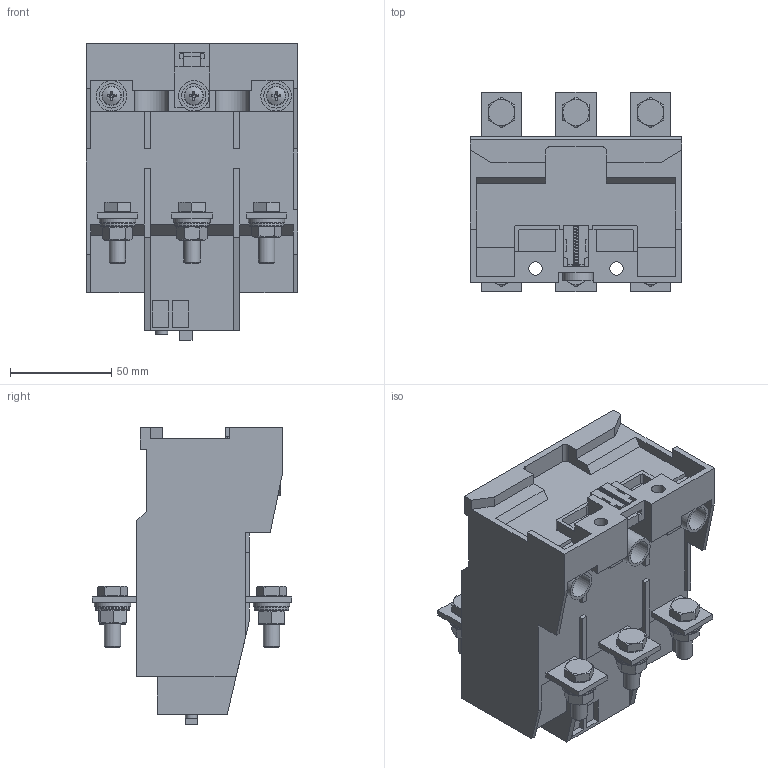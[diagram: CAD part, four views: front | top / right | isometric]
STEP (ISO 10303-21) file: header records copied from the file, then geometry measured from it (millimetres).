
FILE_DESCRIPTION (( 'STEP AP203' ), '1' );
FILE_NAME ('DRT50-0055-0080 Ðåëå ÐÒÈ-5369 ýëåêòðîòåïëîâîå 55-80À ÈÝÊ.STEP', '2017-12-25T11:57:07', ( '' ), ( '' ), 'SwSTEP 2.0', 'SolidWorks 2014', '' );
FILE_SCHEMA (( 'CONFIG_CONTROL_DESIGN' ));
Length unit declared in the file: millimetre
Products named in the file (1): DRT50-0055-0080 Ðåëå ÐÒÈ-5369 ýëåêòðîòåïëîâîå 55-80À ÈÝÊ
Bounding box: 104.2 x 98.5 x 146.5 mm (x, y, z)
Volume: 692678.6 mm3; surface area: 89272.7 mm2
Topology: 1 solids, 1 shells, 907 faces, 2373 edges, 1536 vertices
Faces by surface type: plane 630, bspline 125, cylinder 83, cone 69
Full cylindrical faces by diameter (mm): 3.824 x1, 4.5 x4, 4.824 x1, 5.8 x4, 6 x1, 6.7 x2, 8 x12, 9 x6, 9.3 x6, 9.5 x3, 12 x3, 12.5 x1, 13 x6, 15 x3, 18 x6
Entity records: 55071 total; most frequent: CARTESIAN_POINT 34573, ORIENTED_EDGE 4440, DIRECTION 3605, EDGE_CURVE 2220, VERTEX_POINT 1485, LINE 1387, VECTOR 1387, EDGE_LOOP 1111
